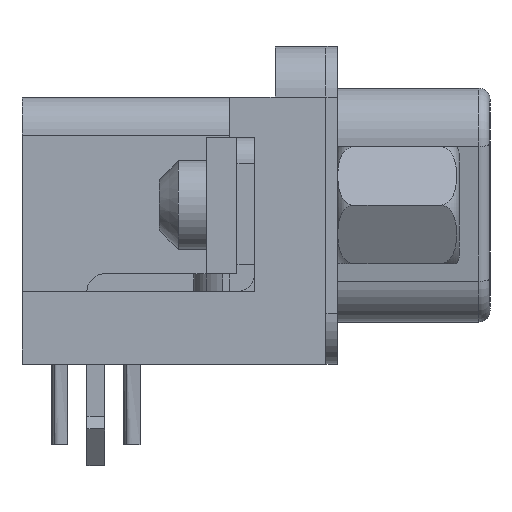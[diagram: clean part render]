
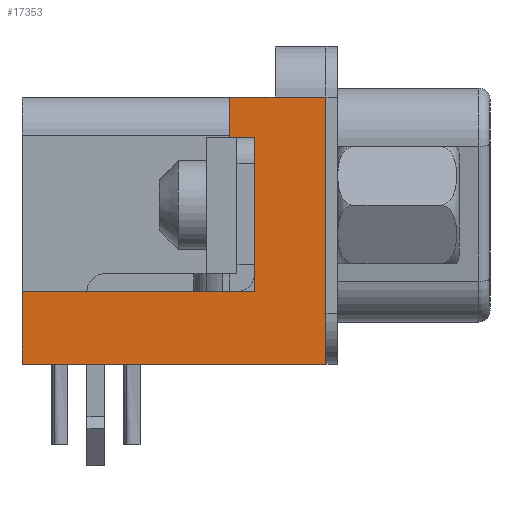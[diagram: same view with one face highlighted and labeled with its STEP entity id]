
A CAD part, left-side view. The second image highlights one B-rep face of the part: STEP entity #17353.
In plain terms, the highlighted planar face has unit normal (-1, 0, 0).
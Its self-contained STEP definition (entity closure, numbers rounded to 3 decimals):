
#892=LINE('',#24984,#2874);
#1317=LINE('',#25914,#3299);
#1339=LINE('',#25962,#3321);
#1346=LINE('',#25979,#3328);
#1353=LINE('',#25999,#3335);
#1354=LINE('',#26001,#3336);
#1355=LINE('',#26003,#3337);
#1356=LINE('',#26005,#3338);
#1357=LINE('',#26006,#3339);
#2874=VECTOR('',#20058,1000.);
#3299=VECTOR('',#20697,1000.);
#3321=VECTOR('',#20725,1000.);
#3328=VECTOR('',#20740,1000.);
#3335=VECTOR('',#20759,1000.);
#3336=VECTOR('',#20760,1000.);
#3337=VECTOR('',#20761,1000.);
#3338=VECTOR('',#20762,1000.);
#3339=VECTOR('',#20763,1000.);
#5504=ORIENTED_EDGE('',*,*,#9871,.T.);
#5505=ORIENTED_EDGE('',*,*,#10399,.T.);
#5506=ORIENTED_EDGE('',*,*,#10400,.T.);
#5507=ORIENTED_EDGE('',*,*,#10401,.T.);
#5508=ORIENTED_EDGE('',*,*,#10402,.F.);
#5509=ORIENTED_EDGE('',*,*,#10379,.T.);
#5510=ORIENTED_EDGE('',*,*,#10403,.T.);
#5511=ORIENTED_EDGE('',*,*,#10355,.T.);
#5512=ORIENTED_EDGE('',*,*,#10389,.T.);
#9871=EDGE_CURVE('',#12370,#12369,#892,.T.);
#10355=EDGE_CURVE('',#12768,#12767,#1317,.T.);
#10379=EDGE_CURVE('',#12788,#12790,#1339,.T.);
#10389=EDGE_CURVE('',#12767,#12370,#1346,.T.);
#10399=EDGE_CURVE('',#12369,#12804,#1353,.T.);
#10400=EDGE_CURVE('',#12804,#12805,#1354,.T.);
#10401=EDGE_CURVE('',#12805,#12806,#1355,.T.);
#10402=EDGE_CURVE('',#12788,#12806,#1356,.T.);
#10403=EDGE_CURVE('',#12790,#12768,#1357,.T.);
#12369=VERTEX_POINT('',#24983);
#12370=VERTEX_POINT('',#24985);
#12767=VERTEX_POINT('',#25913);
#12768=VERTEX_POINT('',#25915);
#12788=VERTEX_POINT('',#25957);
#12790=VERTEX_POINT('',#25961);
#12804=VERTEX_POINT('',#26000);
#12805=VERTEX_POINT('',#26002);
#12806=VERTEX_POINT('',#26004);
#14410=EDGE_LOOP('',(#5504,#5505,#5506,#5507,#5508,#5509,#5510,#5511,#5512));
#15632=FACE_BOUND('',#14410,.T.);
#16774=PLANE('',#18681);
#17353=ADVANCED_FACE('',(#15632),#16774,.T.);
#18681=AXIS2_PLACEMENT_3D('',#25998,#20757,#20758);
#20058=DIRECTION('',(0.,0.,1.));
#20697=DIRECTION('',(0.,0.,-1.));
#20725=DIRECTION('',(0.,0.,-1.));
#20740=DIRECTION('',(0.,-1.,0.));
#20757=DIRECTION('',(-1.,0.,0.));
#20758=DIRECTION('',(0.,0.,1.));
#20759=DIRECTION('',(0.,1.,0.));
#20760=DIRECTION('',(0.,1.,0.));
#20761=DIRECTION('',(0.,0.,-1.));
#20762=DIRECTION('',(0.,1.,0.));
#20763=DIRECTION('',(0.,1.,0.));
#24983=CARTESIAN_POINT('',(-34.7,-5.975,4.25));
#24984=CARTESIAN_POINT('',(-34.7,-5.975,-6.25));
#24985=CARTESIAN_POINT('',(-34.7,-5.975,-6.25));
#25913=CARTESIAN_POINT('',(-34.7,5.975,-6.25));
#25914=CARTESIAN_POINT('',(-34.7,5.975,4.25));
#25915=CARTESIAN_POINT('',(-34.7,5.975,-3.4));
#25957=CARTESIAN_POINT('',(-34.7,-3.175,2.65));
#25961=CARTESIAN_POINT('',(-34.7,-3.175,-3.4));
#25962=CARTESIAN_POINT('',(-34.7,-3.175,2.65));
#25979=CARTESIAN_POINT('',(-34.7,5.975,-6.25));
#25998=CARTESIAN_POINT('',(-34.7,0.,0.));
#25999=CARTESIAN_POINT('',(-34.7,0.,4.25));
#26000=CARTESIAN_POINT('',(-34.7,-3.975,4.25));
#26001=CARTESIAN_POINT('',(-34.7,-3.975,4.25));
#26002=CARTESIAN_POINT('',(-34.7,-2.175,4.25));
#26003=CARTESIAN_POINT('',(-34.7,-2.175,4.25));
#26004=CARTESIAN_POINT('',(-34.7,-2.175,2.65));
#26005=CARTESIAN_POINT('',(-34.7,-3.175,2.65));
#26006=CARTESIAN_POINT('',(-34.7,-2.175,-3.4));
